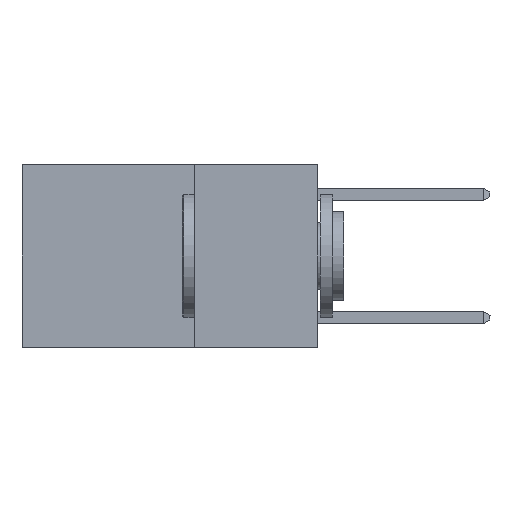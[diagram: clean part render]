
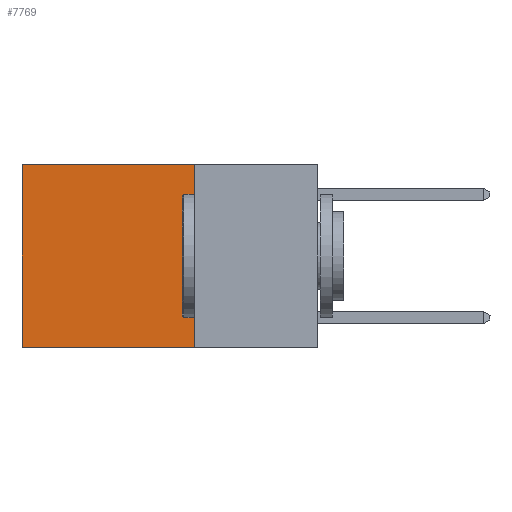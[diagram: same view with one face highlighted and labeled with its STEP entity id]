
A CAD part, left-side view. The second image highlights one B-rep face of the part: STEP entity #7769.
In plain terms, the highlighted planar face has unit normal (-1, 0, 0).
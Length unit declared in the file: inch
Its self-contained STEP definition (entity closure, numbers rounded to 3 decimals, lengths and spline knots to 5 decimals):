
#43 = EDGE_LOOP ( 'NONE', ( #7456, #3099, #19987, #3764 ) ) ;
#1263 = EDGE_CURVE ( 'NONE', #17669, #5600, #11635, .T. ) ;
#1485 = EDGE_CURVE ( 'NONE', #6354, #17669, #3793, .T. ) ;
#1835 = DIRECTION ( 'NONE',  ( 0., 0., -1. ) ) ;
#3099 = ORIENTED_EDGE ( 'NONE', *, *, #17707, .F. ) ;
#3197 = DIRECTION ( 'NONE',  ( 1., 0., 0. ) ) ;
#3371 = VECTOR ( 'NONE', #7073, 39.37008 ) ;
#3492 = CARTESIAN_POINT ( 'NONE',  ( 0.2625, 0.25, 0. ) ) ;
#3502 = CARTESIAN_POINT ( 'NONE',  ( 0.2625, 0.25, -0.37 ) ) ;
#3764 = ORIENTED_EDGE ( 'NONE', *, *, #1485, .T. ) ;
#3793 = LINE ( 'NONE', #13059, #4853 ) ;
#3803 = AXIS2_PLACEMENT_3D ( 'NONE', #15030, #3197, #18314 ) ;
#4853 = VECTOR ( 'NONE', #14806, 39.37008 ) ;
#5600 = VERTEX_POINT ( 'NONE', #17699 ) ;
#6354 = VERTEX_POINT ( 'NONE', #3492 ) ;
#7073 = DIRECTION ( 'NONE',  ( 0., 0., -1. ) ) ;
#7089 = DIRECTION ( 'NONE',  ( 0., 1., 0. ) ) ;
#7456 = ORIENTED_EDGE ( 'NONE', *, *, #1263, .T. ) ;
#7769 = ADVANCED_FACE ( 'NONE', ( #15652 ), #7815, .F. ) ;
#7815 = PLANE ( 'NONE',  #3803 ) ;
#8414 = CARTESIAN_POINT ( 'NONE',  ( 0.2625, 0.6, 0. ) ) ;
#11635 = LINE ( 'NONE', #14969, #17510 ) ;
#12168 = VECTOR ( 'NONE', #7089, 39.37008 ) ;
#13059 = CARTESIAN_POINT ( 'NONE',  ( 0.2625, 0.25, 0. ) ) ;
#14806 = DIRECTION ( 'NONE',  ( 0., 1., 0. ) ) ;
#14969 = CARTESIAN_POINT ( 'NONE',  ( 0.2625, 0.6, 0. ) ) ;
#15030 = CARTESIAN_POINT ( 'NONE',  ( 0.2625, 0.25, 0. ) ) ;
#15097 = CARTESIAN_POINT ( 'NONE',  ( 0.2625, 0.25, 0. ) ) ;
#15652 = FACE_OUTER_BOUND ( 'NONE', #43, .T. ) ;
#15847 = LINE ( 'NONE', #15097, #3371 ) ;
#16731 = EDGE_CURVE ( 'NONE', #6354, #20700, #15847, .T. ) ;
#17510 = VECTOR ( 'NONE', #1835, 39.37008 ) ;
#17669 = VERTEX_POINT ( 'NONE', #8414 ) ;
#17699 = CARTESIAN_POINT ( 'NONE',  ( 0.2625, 0.6, -0.37 ) ) ;
#17707 = EDGE_CURVE ( 'NONE', #20700, #5600, #20932, .T. ) ;
#18314 = DIRECTION ( 'NONE',  ( 0., 0., -1. ) ) ;
#19987 = ORIENTED_EDGE ( 'NONE', *, *, #16731, .F. ) ;
#19990 = CARTESIAN_POINT ( 'NONE',  ( 0.2625, 0.25, -0.37 ) ) ;
#20700 = VERTEX_POINT ( 'NONE', #3502 ) ;
#20932 = LINE ( 'NONE', #19990, #12168 ) ;
